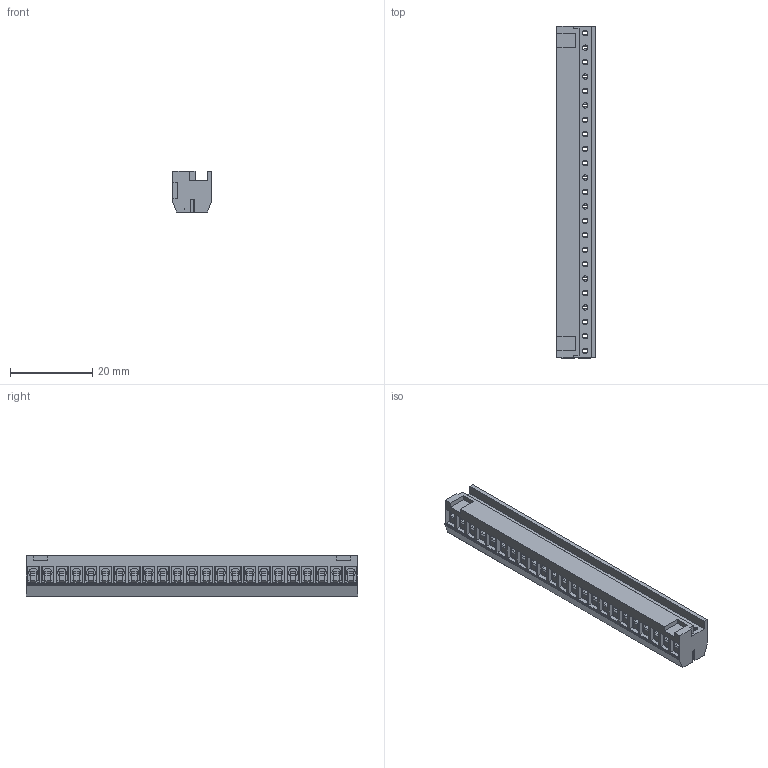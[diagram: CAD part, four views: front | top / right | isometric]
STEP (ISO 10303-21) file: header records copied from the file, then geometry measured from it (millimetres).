
FILE_DESCRIPTION((''),'2;1');
FILE_NAME('0','2024-11-15T14:19:40',('sheji'),(''),'CREO PARAMETRIC BY PTC INC, 2018100','CREO PARAMETRIC BY PTC INC, 2018100','');
FILE_SCHEMA(('CONFIG_CONTROL_DESIGN'));
Length unit declared in the file: millimetre
Products named in the file (1): 0
Bounding box: 9.5 x 80.5 x 10 mm (x, y, z)
Volume: 5678.7 mm3; surface area: 6103 mm2
Topology: 1 solids, 1 shells, 1357 faces, 3444 edges, 2135 vertices
Faces by surface type: plane 793, cylinder 334, cone 92, bspline 69, extrusion 69
Entity records: 42430 total; most frequent: CARTESIAN_POINT 9763, ORIENTED_EDGE 6888, DIRECTION 6504, EDGE_CURVE 3444, VECTOR 2362, LINE 2293, VERTEX_POINT 2135, AXIS2_PLACEMENT_3D 2071
